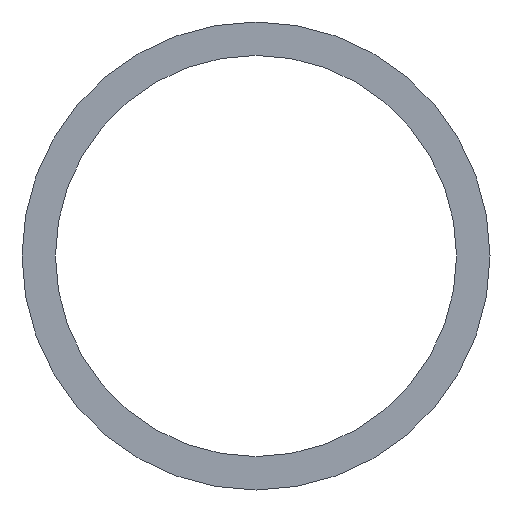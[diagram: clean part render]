
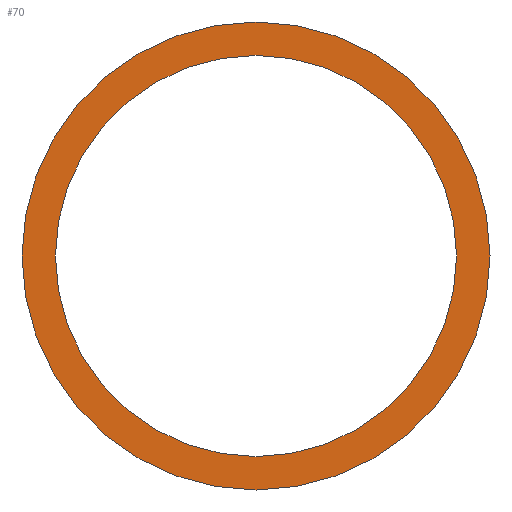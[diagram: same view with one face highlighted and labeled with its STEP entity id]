
A CAD part, front view. The second image highlights one B-rep face of the part: STEP entity #70.
In plain terms, the highlighted planar face has unit normal (0, -1, 0).
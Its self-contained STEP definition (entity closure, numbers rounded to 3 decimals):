
#2 = ORIENTED_EDGE ( 'NONE', *, *, #43, .F. ) ;
#3 = CARTESIAN_POINT ( 'NONE',  ( 0., 0., 0. ) ) ;
#5 = PLANE ( 'NONE',  #166 ) ;
#6 = DIRECTION ( 'NONE',  ( 0., 0., 1. ) ) ;
#13 = CARTESIAN_POINT ( 'NONE',  ( 0., 0., 0. ) ) ;
#19 = VERTEX_POINT ( 'NONE', #81 ) ;
#23 = CARTESIAN_POINT ( 'NONE',  ( 0., 0., -6. ) ) ;
#32 = EDGE_CURVE ( 'NONE', #19, #184, #240, .T. ) ;
#43 = EDGE_CURVE ( 'NONE', #184, #19, #98, .T. ) ;
#45 = DIRECTION ( 'NONE',  ( 0., 0., 1. ) ) ;
#57 = ORIENTED_EDGE ( 'NONE', *, *, #170, .T. ) ;
#68 = CIRCLE ( 'NONE', #125, 6. ) ;
#70 = ADVANCED_FACE ( 'NONE', ( #151, #138 ), #5, .F. ) ;
#76 = VERTEX_POINT ( 'NONE', #83 ) ;
#81 = CARTESIAN_POINT ( 'NONE',  ( 0., 0., -7. ) ) ;
#83 = CARTESIAN_POINT ( 'NONE',  ( 0., 0., 6. ) ) ;
#93 = AXIS2_PLACEMENT_3D ( 'NONE', #13, #127, #121 ) ;
#94 = EDGE_LOOP ( 'NONE', ( #218, #2 ) ) ;
#98 = CIRCLE ( 'NONE', #185, 7. ) ;
#121 = DIRECTION ( 'NONE',  ( 0., 0., 1. ) ) ;
#125 = AXIS2_PLACEMENT_3D ( 'NONE', #159, #142, #6 ) ;
#127 = DIRECTION ( 'NONE',  ( 0., 1., 0. ) ) ;
#138 = FACE_BOUND ( 'NONE', #182, .T. ) ;
#142 = DIRECTION ( 'NONE',  ( 0., 1., 0. ) ) ;
#146 = DIRECTION ( 'NONE',  ( 0., 1., 0. ) ) ;
#151 = FACE_OUTER_BOUND ( 'NONE', #94, .T. ) ;
#159 = CARTESIAN_POINT ( 'NONE',  ( 0., 0., 0. ) ) ;
#162 = DIRECTION ( 'NONE',  ( 0., 1., 0. ) ) ;
#166 = AXIS2_PLACEMENT_3D ( 'NONE', #196, #214, #239 ) ;
#170 = EDGE_CURVE ( 'NONE', #76, #195, #223, .T. ) ;
#174 = AXIS2_PLACEMENT_3D ( 'NONE', #198, #146, #234 ) ;
#182 = EDGE_LOOP ( 'NONE', ( #206, #57 ) ) ;
#184 = VERTEX_POINT ( 'NONE', #241 ) ;
#185 = AXIS2_PLACEMENT_3D ( 'NONE', #3, #162, #45 ) ;
#195 = VERTEX_POINT ( 'NONE', #23 ) ;
#196 = CARTESIAN_POINT ( 'NONE',  ( 0., 0., 0. ) ) ;
#198 = CARTESIAN_POINT ( 'NONE',  ( 0., 0., 0. ) ) ;
#203 = EDGE_CURVE ( 'NONE', #195, #76, #68, .T. ) ;
#206 = ORIENTED_EDGE ( 'NONE', *, *, #203, .T. ) ;
#214 = DIRECTION ( 'NONE',  ( 0., 1., 0. ) ) ;
#218 = ORIENTED_EDGE ( 'NONE', *, *, #32, .F. ) ;
#223 = CIRCLE ( 'NONE', #93, 6. ) ;
#234 = DIRECTION ( 'NONE',  ( 0., 0., 1. ) ) ;
#239 = DIRECTION ( 'NONE',  ( 0., 0., 1. ) ) ;
#240 = CIRCLE ( 'NONE', #174, 7. ) ;
#241 = CARTESIAN_POINT ( 'NONE',  ( 0., 0., 7. ) ) ;
